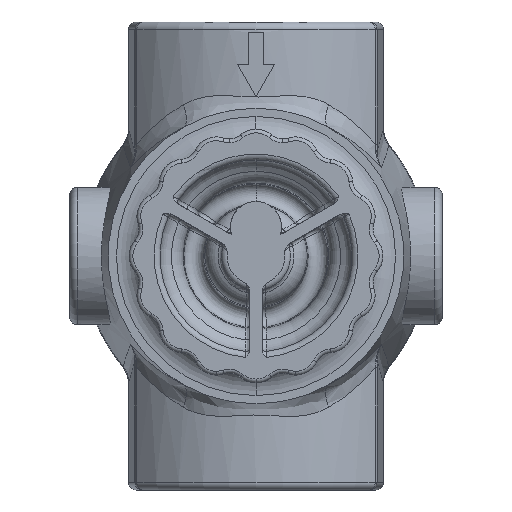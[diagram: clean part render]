
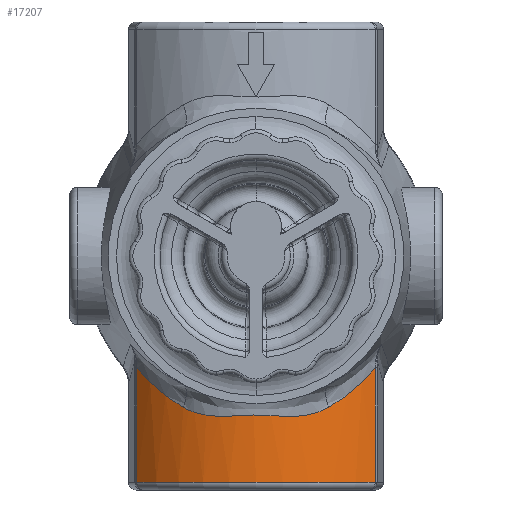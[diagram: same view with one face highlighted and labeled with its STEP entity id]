
A CAD part, front view. The second image highlights one B-rep face of the part: STEP entity #17207.
In plain terms, the highlighted cylindrical face has radius 31.623 mm (diameter 63.246 mm), a partial arc.
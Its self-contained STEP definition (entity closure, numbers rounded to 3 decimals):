
#24 = CARTESIAN_POINT ( 'NONE',  ( -6.322, -24.768, -31.785 ) ) ;
#121 = CARTESIAN_POINT ( 'NONE',  ( -14.403, -21.93, -29.992 ) ) ;
#494 = DIRECTION ( 'NONE',  ( 0., 0., -1. ) ) ;
#568 = VERTEX_POINT ( 'NONE', #17665 ) ;
#909 = DIRECTION ( 'NONE',  ( 0., 0., 1. ) ) ;
#926 = CARTESIAN_POINT ( 'NONE',  ( 22.993, -15.507, -22.899 ) ) ;
#1166 = DIRECTION ( 'NONE',  ( 1., 0., 0. ) ) ;
#1183 = DIRECTION ( 'NONE',  ( -1., 0., 0. ) ) ;
#1768 = CARTESIAN_POINT ( 'NONE',  ( -6.944, -24.635, -31.787 ) ) ;
#1878 = ORIENTED_EDGE ( 'NONE', *, *, #9076, .T. ) ;
#2028 = CARTESIAN_POINT ( 'NONE',  ( -8.781, -24.183, -31.721 ) ) ;
#2132 = CARTESIAN_POINT ( 'NONE',  ( -14.868, -21.692, -29.726 ) ) ;
#2948 = CARTESIAN_POINT ( 'NONE',  ( 14.403, -21.93, -29.992 ) ) ;
#3211 = CYLINDRICAL_SURFACE ( 'NONE', #7879, 31.623 ) ;
#3273 = ORIENTED_EDGE ( 'NONE', *, *, #12832, .T. ) ;
#3318 = VERTEX_POINT ( 'NONE', #6124 ) ;
#3681 = CARTESIAN_POINT ( 'NONE',  ( -4.446, -25.092, -31.708 ) ) ;
#4400 = VERTEX_POINT ( 'NONE', #14791 ) ;
#4750 = EDGE_LOOP ( 'NONE', ( #14467, #10473, #11402, #1878, #22945, #3273 ) ) ;
#5092 = LINE ( 'NONE', #12875, #23167 ) ;
#5323 = CARTESIAN_POINT ( 'NONE',  ( 2.507, -25.307, -31.576 ) ) ;
#5827 = CARTESIAN_POINT ( 'NONE',  ( 9.913, -23.813, -31.549 ) ) ;
#5913 = CARTESIAN_POINT ( 'NONE',  ( 16.224, -20.926, -28.87 ) ) ;
#6031 = EDGE_CURVE ( 'NONE', #568, #3318, #8577, .T. ) ;
#6124 = CARTESIAN_POINT ( 'NONE',  ( 23.605, -14.82, -44.831 ) ) ;
#6189 = VECTOR ( 'NONE', #494, 1000. ) ;
#6446 = CARTESIAN_POINT ( 'NONE',  ( -23.605, -14.82, -22.158 ) ) ;
#6502 = CARTESIAN_POINT ( 'NONE',  ( 17.927, -19.847, -27.669 ) ) ;
#7088 = B_SPLINE_CURVE_WITH_KNOTS ( 'NONE', 3,
 ( #10520, #926, #23736, #11580, #23150, #19226, #6502, #9692, #5913, #14167, #13583, #2948 ),
 .UNSPECIFIED., .F., .F.,
 ( 4, 2, 2, 2, 2, 4 ),
 ( 0.001, 0.004, 0.008, 0.011, 0.013, 0.015 ),
 .UNSPECIFIED. ) ;
#7254 = CARTESIAN_POINT ( 'NONE',  ( 6.252, -24.802, -31.808 ) ) ;
#7632 = CARTESIAN_POINT ( 'NONE',  ( 0.605, -25.401, -31.487 ) ) ;
#7840 = LINE ( 'NONE', #17743, #6189 ) ;
#7879 = AXIS2_PLACEMENT_3D ( 'NONE', #22229, #14541, #1183 ) ;
#8577 = CIRCLE ( 'NONE', #19001, 31.623 ) ;
#9076 = EDGE_CURVE ( 'NONE', #4400, #10570, #12489, .T. ) ;
#9500 = CARTESIAN_POINT ( 'NONE',  ( -14.403, -21.93, -29.992 ) ) ;
#9692 = CARTESIAN_POINT ( 'NONE',  ( 16.658, -20.661, -28.575 ) ) ;
#10071 = B_SPLINE_CURVE_WITH_KNOTS ( 'NONE', 3,
 ( #121, #2132, #21671, #17868, #21535, #15628, #23184, #19629, #10101, #6446 ),
 .UNSPECIFIED., .F., .F.,
 ( 4, 2, 2, 2, 4 ),
 ( 0.046, 0.048, 0.05, 0.053, 0.06 ),
 .UNSPECIFIED. ) ;
#10101 = CARTESIAN_POINT ( 'NONE',  ( -22.382, -16.192, -23.637 ) ) ;
#10473 = ORIENTED_EDGE ( 'NONE', *, *, #18699, .T. ) ;
#10520 = CARTESIAN_POINT ( 'NONE',  ( 23.605, -14.82, -22.158 ) ) ;
#10570 = VERTEX_POINT ( 'NONE', #16654 ) ;
#11136 = CARTESIAN_POINT ( 'NONE',  ( 14.403, -21.93, -29.992 ) ) ;
#11255 = CARTESIAN_POINT ( 'NONE',  ( 13.375, -22.455, -30.581 ) ) ;
#11373 = CARTESIAN_POINT ( 'NONE',  ( 1.243, -25.382, -31.508 ) ) ;
#11402 = ORIENTED_EDGE ( 'NONE', *, *, #24891, .T. ) ;
#11580 = CARTESIAN_POINT ( 'NONE',  ( 20.971, -17.465, -25.036 ) ) ;
#12489 = B_SPLINE_CURVE_WITH_KNOTS ( 'NONE', 3,
 ( #11136, #11255, #24851, #16783, #5827, #20922, #20803, #7254, #20663, #15003, #5323, #11373, #7632, #24465, #22833, #18903, #19020, #3681, #13508, #24, #1768, #2028, #22958, #15268, #15378, #21179, #19276, #9500 ),
 .UNSPECIFIED., .F., .F.,
 ( 4, 2, 2, 2, 2, 2, 2, 2, 2, 2, 2, 2, 2, 4 ),
 ( 0., 0.004, 0.006, 0.008, 0.011, 0.013, 0.015, 0.017, 0.019, 0.021, 0.023, 0.027, 0.029, 0.031 ),
 .UNSPECIFIED. ) ;
#12832 = EDGE_CURVE ( 'NONE', #16841, #568, #7840, .T. ) ;
#12875 = CARTESIAN_POINT ( 'NONE',  ( 23.605, -14.82, 46.355 ) ) ;
#13309 = CARTESIAN_POINT ( 'NONE',  ( -23.605, -14.82, -22.158 ) ) ;
#13508 = CARTESIAN_POINT ( 'NONE',  ( -5.072, -24.997, -31.745 ) ) ;
#13583 = CARTESIAN_POINT ( 'NONE',  ( 14.872, -21.69, -29.723 ) ) ;
#14167 = CARTESIAN_POINT ( 'NONE',  ( 15.332, -21.439, -29.444 ) ) ;
#14467 = ORIENTED_EDGE ( 'NONE', *, *, #6031, .T. ) ;
#14541 = DIRECTION ( 'NONE',  ( 0., 0., -1. ) ) ;
#14791 = CARTESIAN_POINT ( 'NONE',  ( 14.403, -21.93, -29.992 ) ) ;
#15003 = CARTESIAN_POINT ( 'NONE',  ( 3.136, -25.25, -31.621 ) ) ;
#15268 = CARTESIAN_POINT ( 'NONE',  ( -11.703, -23.161, -31.147 ) ) ;
#15378 = CARTESIAN_POINT ( 'NONE',  ( -12.273, -22.927, -30.967 ) ) ;
#15628 = CARTESIAN_POINT ( 'NONE',  ( -17.936, -19.841, -27.662 ) ) ;
#16434 = FACE_OUTER_BOUND ( 'NONE', #4750, .T. ) ;
#16654 = CARTESIAN_POINT ( 'NONE',  ( -14.403, -21.93, -29.992 ) ) ;
#16783 = CARTESIAN_POINT ( 'NONE',  ( 10.52, -23.606, -31.439 ) ) ;
#16841 = VERTEX_POINT ( 'NONE', #13309 ) ;
#17207 = ADVANCED_FACE ( 'NONE', ( #16434 ), #3211, .T. ) ;
#17658 = CARTESIAN_POINT ( 'NONE',  ( 23.605, -14.82, -22.158 ) ) ;
#17665 = CARTESIAN_POINT ( 'NONE',  ( -23.605, -14.82, -44.831 ) ) ;
#17743 = CARTESIAN_POINT ( 'NONE',  ( -23.605, -14.82, 46.355 ) ) ;
#17868 = CARTESIAN_POINT ( 'NONE',  ( -16.221, -20.928, -28.872 ) ) ;
#18699 = EDGE_CURVE ( 'NONE', #3318, #23492, #5092, .T. ) ;
#18903 = CARTESIAN_POINT ( 'NONE',  ( -2.563, -25.302, -31.58 ) ) ;
#19001 = AXIS2_PLACEMENT_3D ( 'NONE', #21970, #23830, #1166 ) ;
#19020 = CARTESIAN_POINT ( 'NONE',  ( -3.191, -25.245, -31.625 ) ) ;
#19226 = CARTESIAN_POINT ( 'NONE',  ( 18.727, -19.277, -27.036 ) ) ;
#19276 = CARTESIAN_POINT ( 'NONE',  ( -13.895, -22.189, -30.283 ) ) ;
#19629 = CARTESIAN_POINT ( 'NONE',  ( -21.023, -17.479, -25.049 ) ) ;
#20663 = CARTESIAN_POINT ( 'NONE',  ( 5.013, -25.026, -31.746 ) ) ;
#20803 = CARTESIAN_POINT ( 'NONE',  ( 8.09, -24.354, -31.748 ) ) ;
#20922 = CARTESIAN_POINT ( 'NONE',  ( 8.7, -24.186, -31.703 ) ) ;
#21179 = CARTESIAN_POINT ( 'NONE',  ( -13.368, -22.442, -30.535 ) ) ;
#21535 = CARTESIAN_POINT ( 'NONE',  ( -16.66, -20.661, -28.574 ) ) ;
#21671 = CARTESIAN_POINT ( 'NONE',  ( -15.325, -21.443, -29.448 ) ) ;
#21970 = CARTESIAN_POINT ( 'NONE',  ( 0., 6.223, -44.831 ) ) ;
#22229 = CARTESIAN_POINT ( 'NONE',  ( 0., 6.223, 46.355 ) ) ;
#22833 = CARTESIAN_POINT ( 'NONE',  ( -1.3, -25.38, -31.51 ) ) ;
#22945 = ORIENTED_EDGE ( 'NONE', *, *, #24609, .T. ) ;
#22958 = CARTESIAN_POINT ( 'NONE',  ( -9.972, -23.812, -31.576 ) ) ;
#23150 = CARTESIAN_POINT ( 'NONE',  ( 20.249, -18.086, -25.719 ) ) ;
#23167 = VECTOR ( 'NONE', #909, 1000. ) ;
#23184 = CARTESIAN_POINT ( 'NONE',  ( -18.739, -19.268, -27.026 ) ) ;
#23492 = VERTEX_POINT ( 'NONE', #17658 ) ;
#23736 = CARTESIAN_POINT ( 'NONE',  ( 22.342, -16.177, -23.627 ) ) ;
#23830 = DIRECTION ( 'NONE',  ( 0., 0., 1. ) ) ;
#24465 = CARTESIAN_POINT ( 'NONE',  ( -0.667, -25.399, -31.488 ) ) ;
#24609 = EDGE_CURVE ( 'NONE', #10570, #16841, #10071, .T. ) ;
#24851 = CARTESIAN_POINT ( 'NONE',  ( 12.276, -22.947, -31.006 ) ) ;
#24891 = EDGE_CURVE ( 'NONE', #23492, #4400, #7088, .T. ) ;
